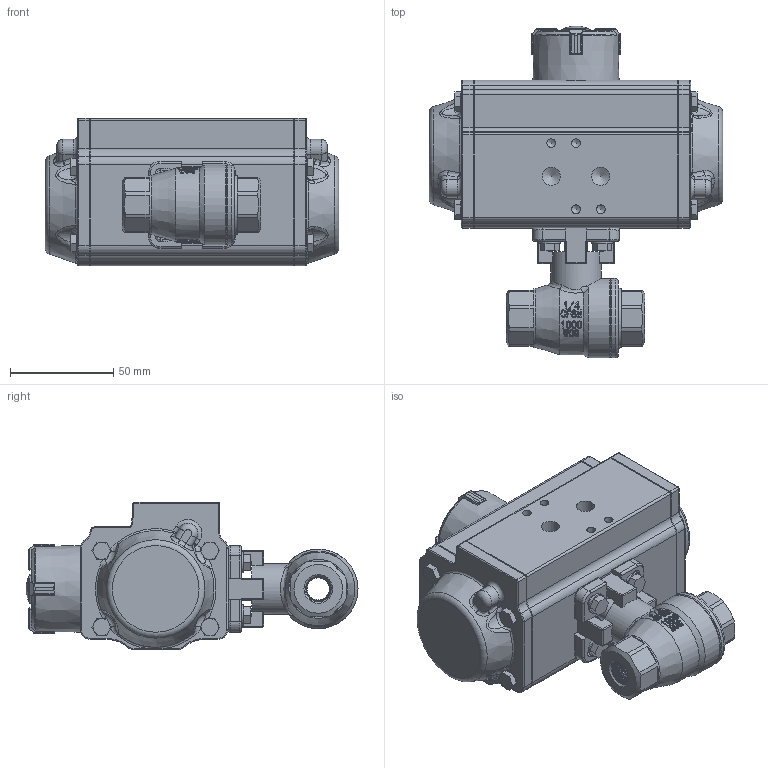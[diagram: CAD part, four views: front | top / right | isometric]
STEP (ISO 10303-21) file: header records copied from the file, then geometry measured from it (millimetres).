
FILE_DESCRIPTION(/* description */ ('Unknown'),/* implementation_level */ '2;1');
FILE_NAME(/* name */ 'DW02_FR01 9650-02',/* time_stamp */ '2022-10-24T10:11:16+02:00',/* author */ ('Unknown'),/* organization */ ('Unknown'),/* preprocessor_version */ 'ST-DEVELOPER v16.7',/* originating_system */ 'Solid Edge',/* authorisation */ 'Unknown');
FILE_SCHEMA (('AUTOMOTIVE_DESIGN {1 0 10303 214 3 1 1}'));
Products named in the file (12): DW02_FR019650-02; 8.650.010; Einschraubteil_DN08; 0.25-1000WOG ____KV-L20; DIN125-5_3.1.3; DIN558 M5x12; DW02_FR01_(DW20_FR15); KP-50; cup head square neck bolts grade b gb_GB_FASTENER_BOLT_CHSNBSHB M6X25
-N; ________(___________; _____________; ______
Assembly tree (19 placements, depth 3):
  DW02_FR019650-02
    8.650.010
      Einschraubteil_DN08
      0.25-1000WOG ____KV-L20
    DIN125-5_3.1.3  x4
    DIN558 M5x12  x4
    DW02_FR01_(DW20_FR15)
      KP-50
      cup head square neck bolts grade b gb_GB_FASTENER_BOLT_CHSNBSHB M6X25
-N
      ________(___________  x2
      _____________  x2
      ______
Bounding box: 142.2 x 160.77 x 71.5 mm (x, y, z)
Volume: 644324.2 mm3; surface area: 82649.7 mm2
Topology: 17 solids, 17 shells, 1547 faces, 3916 edges, 2441 vertices
Faces by surface type: plane 573, cylinder 414, bspline 236, cone 196, torus 110, sphere 18
Full cylindrical faces by diameter (mm): 2.1 x2, 3 x16, 3.3 x8, 4.2 x12, 5 x9, 5.3 x4, 6 x1, 6.2 x1, 8.8 x2, 10 x4, 10.6 x2, 11 x1, 11.445 x1, 11.7 x1, 13.9 x1, 14.2 x1, 15.9 x1, 20 x1, 23.5 x1, 24.5 x1, 27 x1, 28.5 x1, 38.5 x3
Entity records: 72759 total; most frequent: CARTESIAN_POINT 42218, ORIENTED_EDGE 6476, DIRECTION 5802, EDGE_CURVE 3238, AXIS2_PLACEMENT_3D 2201, VERTEX_POINT 2146, FACE_BOUND 1578, EDGE_LOOP 1560
